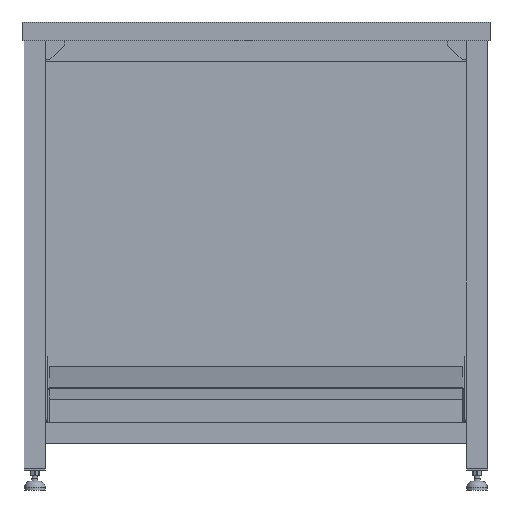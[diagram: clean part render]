
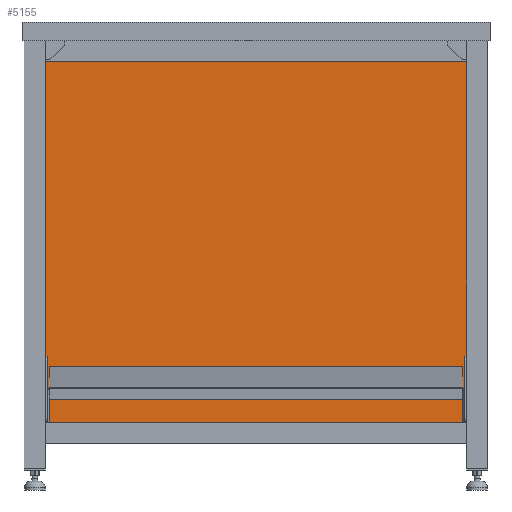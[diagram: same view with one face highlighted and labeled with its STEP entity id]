
A CAD part, front view. The second image highlights one B-rep face of the part: STEP entity #5155.
In plain terms, the highlighted planar face has unit normal (0, -1, 0).
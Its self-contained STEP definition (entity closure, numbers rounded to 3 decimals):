
#1945=EDGE_CURVE('',#4979,#3003,#5534,.T.);
#2783=VERTEX_POINT('',#6470);
#2899=VERTEX_POINT('',#6603);
#2913=EDGE_CURVE('',#2783,#3003,#6621,.T.);
#3003=VERTEX_POINT('',#6721);
#3263=EDGE_CURVE('',#2899,#2783,#7019,.T.);
#4513=EDGE_CURVE('',#2899,#4979,#8403,.T.);
#4979=VERTEX_POINT('',#8911);
#5155=ADVANCED_FACE('',(#9102),#9103,.F.);
#5534=LINE('',#9625,#9626);
#6470=CARTESIAN_POINT('',(945.0,577.5,145.0));
#6603=CARTESIAN_POINT('',(945.0,577.5,915.0));
#6621=LINE('',#11462,#11463);
#6721=CARTESIAN_POINT('',(45.0,577.5,145.0));
#7019=LINE('',#12119,#12120);
#8403=LINE('',#14319,#14320);
#8911=CARTESIAN_POINT('',(45.0,577.5,915.0));
#9102=FACE_OUTER_BOUND('',#15494,.T.);
#9103=PLANE('',#15495);
#9625=CARTESIAN_POINT('',(45.0,577.5,549.0));
#9626=VECTOR('',#16004,1.0);
#11462=CARTESIAN_POINT('',(495.0,577.5,145.0));
#11463=VECTOR('',#17309,1.0);
#12119=CARTESIAN_POINT('',(945.0,577.5,549.0));
#12120=VECTOR('',#17834,1.0);
#14319=CARTESIAN_POINT('',(270.0,577.5,915.0));
#14320=VECTOR('',#19390,1.0);
#15494=EDGE_LOOP('',(#20069,#20070,#20071,#20072));
#15495=AXIS2_PLACEMENT_3D('',#20073,#20074,#20075);
#16004=DIRECTION('',(0.0,0.0,-1.0));
#17309=DIRECTION('',(-1.0,0.0,0.0));
#17834=DIRECTION('',(0.0,0.0,-1.0));
#19390=DIRECTION('',(-1.0,0.0,0.0));
#20069=ORIENTED_EDGE('',*,*,#4513,.T.);
#20070=ORIENTED_EDGE('',*,*,#1945,.T.);
#20071=ORIENTED_EDGE('',*,*,#2913,.F.);
#20072=ORIENTED_EDGE('',*,*,#3263,.F.);
#20073=CARTESIAN_POINT('',(495.0,577.5,549.0));
#20074=DIRECTION('',(0.0,1.0,0.0));
#20075=DIRECTION('',(0.0,0.0,1.0));
